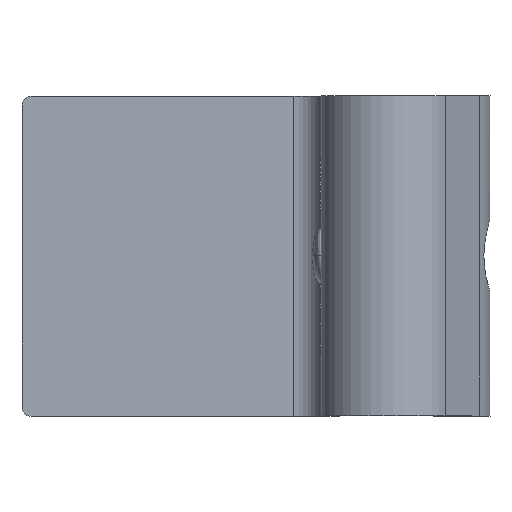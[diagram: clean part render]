
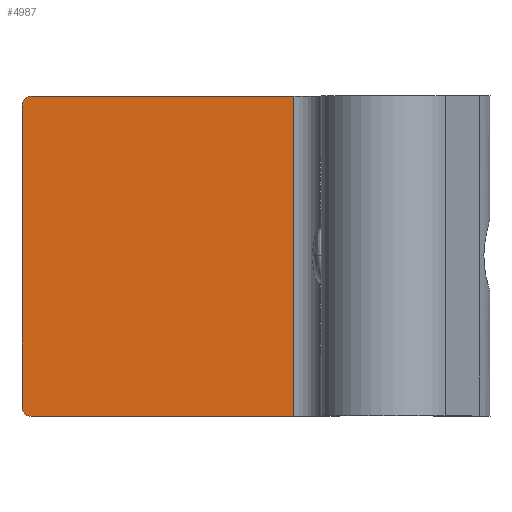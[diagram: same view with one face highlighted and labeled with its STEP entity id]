
A CAD part, top view. The second image highlights one B-rep face of the part: STEP entity #4987.
In plain terms, the highlighted planar face has unit normal (0, 0, 1).
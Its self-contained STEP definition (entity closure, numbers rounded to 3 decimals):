
#116 = CARTESIAN_POINT ( 'NONE',  ( -2.465, 1.655, 0.2 ) ) ;
#430 = CARTESIAN_POINT ( 'NONE',  ( -2.565, 1.755, 0.2 ) ) ;
#555 = LINE ( 'NONE', #12478, #4610 ) ;
#583 = DIRECTION ( 'NONE',  ( -1., 0., 0. ) ) ;
#674 = DIRECTION ( 'NONE',  ( 0., -1., 0. ) ) ;
#722 = VECTOR ( 'NONE', #1326, 1000. ) ;
#732 = CARTESIAN_POINT ( 'NONE',  ( -2.465, -1.655, 0.2 ) ) ;
#809 = DIRECTION ( 'NONE',  ( 1., 0., 0. ) ) ;
#896 = CARTESIAN_POINT ( 'NONE',  ( -2.465, 1.755, 0.2 ) ) ;
#1295 = EDGE_CURVE ( 'NONE', #4128, #2944, #4974, .T. ) ;
#1326 = DIRECTION ( 'NONE',  ( 0., -1., 0. ) ) ;
#1486 = FACE_OUTER_BOUND ( 'NONE', #2428, .T. ) ;
#1488 = AXIS2_PLACEMENT_3D ( 'NONE', #11535, #2462, #583 ) ;
#2428 = EDGE_LOOP ( 'NONE', ( #8537, #4521, #7136, #2832, #11485, #11741 ) ) ;
#2462 = DIRECTION ( 'NONE',  ( 0., 0., -1. ) ) ;
#2581 = EDGE_CURVE ( 'NONE', #6845, #3997, #6670, .T. ) ;
#2797 = DIRECTION ( 'NONE',  ( -1., 0., 0. ) ) ;
#2820 = EDGE_CURVE ( 'NONE', #2944, #11855, #3387, .T. ) ;
#2832 = ORIENTED_EDGE ( 'NONE', *, *, #9487, .T. ) ;
#2944 = VERTEX_POINT ( 'NONE', #3762 ) ;
#3264 = CARTESIAN_POINT ( 'NONE',  ( -2.565, -1.655, 0.2 ) ) ;
#3387 = LINE ( 'NONE', #430, #722 ) ;
#3744 = VECTOR ( 'NONE', #809, 1000. ) ;
#3762 = CARTESIAN_POINT ( 'NONE',  ( -2.565, 1.655, 0.2 ) ) ;
#3775 = CARTESIAN_POINT ( 'NONE',  ( -2.565, 1.755, 0.2 ) ) ;
#3997 = VERTEX_POINT ( 'NONE', #8829 ) ;
#4128 = VERTEX_POINT ( 'NONE', #896 ) ;
#4457 = EDGE_CURVE ( 'NONE', #4128, #6845, #11625, .T. ) ;
#4521 = ORIENTED_EDGE ( 'NONE', *, *, #1295, .T. ) ;
#4610 = VECTOR ( 'NONE', #9510, 1000. ) ;
#4949 = DIRECTION ( 'NONE',  ( -1., 0., 0. ) ) ;
#4974 = CIRCLE ( 'NONE', #6814, 0.1 ) ;
#4987 = ADVANCED_FACE ( 'NONE', ( #1486 ), #5489, .F. ) ;
#5489 = PLANE ( 'NONE',  #1488 ) ;
#6206 = EDGE_CURVE ( 'NONE', #10900, #3997, #555, .T. ) ;
#6670 = LINE ( 'NONE', #12590, #11501 ) ;
#6814 = AXIS2_PLACEMENT_3D ( 'NONE', #116, #12728, #4949 ) ;
#6845 = VERTEX_POINT ( 'NONE', #8177 ) ;
#7136 = ORIENTED_EDGE ( 'NONE', *, *, #2820, .T. ) ;
#8177 = CARTESIAN_POINT ( 'NONE',  ( 0.415, 1.755, 0.2 ) ) ;
#8537 = ORIENTED_EDGE ( 'NONE', *, *, #4457, .F. ) ;
#8645 = DIRECTION ( 'NONE',  ( 0., 0., 1. ) ) ;
#8829 = CARTESIAN_POINT ( 'NONE',  ( 0.415, -1.755, 0.2 ) ) ;
#9487 = EDGE_CURVE ( 'NONE', #11855, #10900, #11153, .T. ) ;
#9510 = DIRECTION ( 'NONE',  ( 1., 0., 0. ) ) ;
#9909 = AXIS2_PLACEMENT_3D ( 'NONE', #732, #8645, #2797 ) ;
#10645 = CARTESIAN_POINT ( 'NONE',  ( -2.465, -1.755, 0.2 ) ) ;
#10900 = VERTEX_POINT ( 'NONE', #10645 ) ;
#11153 = CIRCLE ( 'NONE', #9909, 0.1 ) ;
#11485 = ORIENTED_EDGE ( 'NONE', *, *, #6206, .T. ) ;
#11501 = VECTOR ( 'NONE', #674, 1000. ) ;
#11535 = CARTESIAN_POINT ( 'NONE',  ( -2.565, 1.755, 0.2 ) ) ;
#11625 = LINE ( 'NONE', #3775, #3744 ) ;
#11741 = ORIENTED_EDGE ( 'NONE', *, *, #2581, .F. ) ;
#11855 = VERTEX_POINT ( 'NONE', #3264 ) ;
#12478 = CARTESIAN_POINT ( 'NONE',  ( -2.565, -1.755, 0.2 ) ) ;
#12590 = CARTESIAN_POINT ( 'NONE',  ( 0.415, 1.755, 0.2 ) ) ;
#12728 = DIRECTION ( 'NONE',  ( 0., 0., 1. ) ) ;
